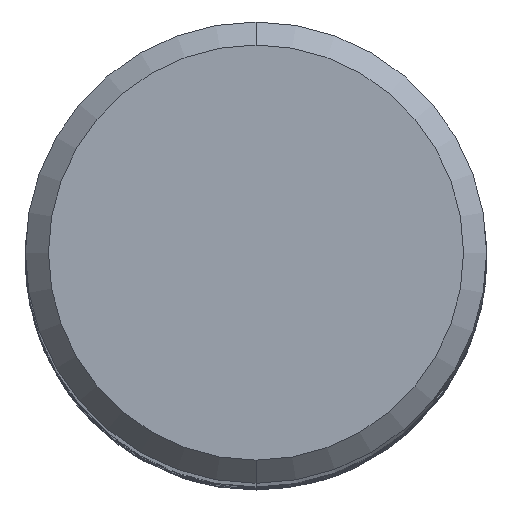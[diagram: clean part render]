
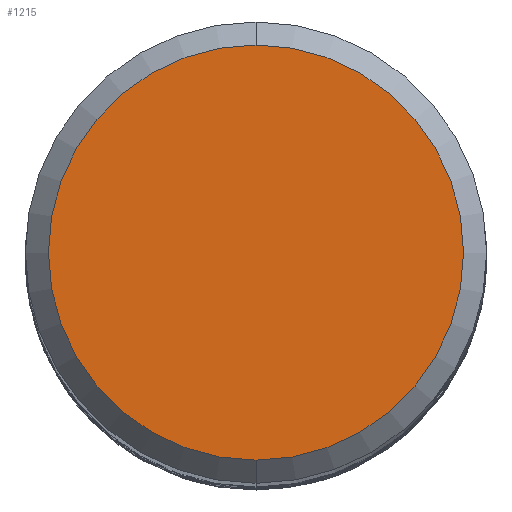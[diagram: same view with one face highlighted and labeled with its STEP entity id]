
A CAD part, top view. The second image highlights one B-rep face of the part: STEP entity #1215.
In plain terms, the highlighted planar face has unit normal (0, 0, 1).
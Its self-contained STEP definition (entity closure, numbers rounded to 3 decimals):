
#705=VERTEX_POINT('',#1947);
#753=VERTEX_POINT('',#1997);
#1057=EDGE_CURVE('',#705,#753,#2325,.T.);
#1215=ADVANCED_FACE('',(#2497),#2498,.T.);
#1597=EDGE_CURVE('',#753,#705,#2917,.T.);
#1947=CARTESIAN_POINT('',(0.0,5.4,0.0));
#1997=CARTESIAN_POINT('',(0.,-5.4,0.0));
#2325=CIRCLE('',#8253,5.4);
#2497=FACE_OUTER_BOUND('',#9481,.T.);
#2498=PLANE('',#9482);
#2917=CIRCLE('',#14705,5.4);
#8253=AXIS2_PLACEMENT_3D('',#18273,#18274,#18275);
#9481=EDGE_LOOP('',(#18456,#18457));
#9482=AXIS2_PLACEMENT_3D('',#18458,#18459,#18460);
#14705=AXIS2_PLACEMENT_3D('',#18960,#18961,#18962);
#18273=CARTESIAN_POINT('',(0.0,0.0,0.0));
#18274=DIRECTION('',(0.0,0.0,-1.0));
#18275=DIRECTION('',(0.0,1.0,0.0));
#18456=ORIENTED_EDGE('',*,*,#1057,.F.);
#18457=ORIENTED_EDGE('',*,*,#1597,.F.);
#18458=CARTESIAN_POINT('',(0.0,2.7,0.0));
#18459=DIRECTION('',(-0.0,0.0,1.0));
#18460=DIRECTION('',(0.0,-1.0,0.0));
#18960=CARTESIAN_POINT('',(0.0,0.0,0.0));
#18961=DIRECTION('',(0.0,0.0,-1.0));
#18962=DIRECTION('',(0.0,1.0,0.0));
